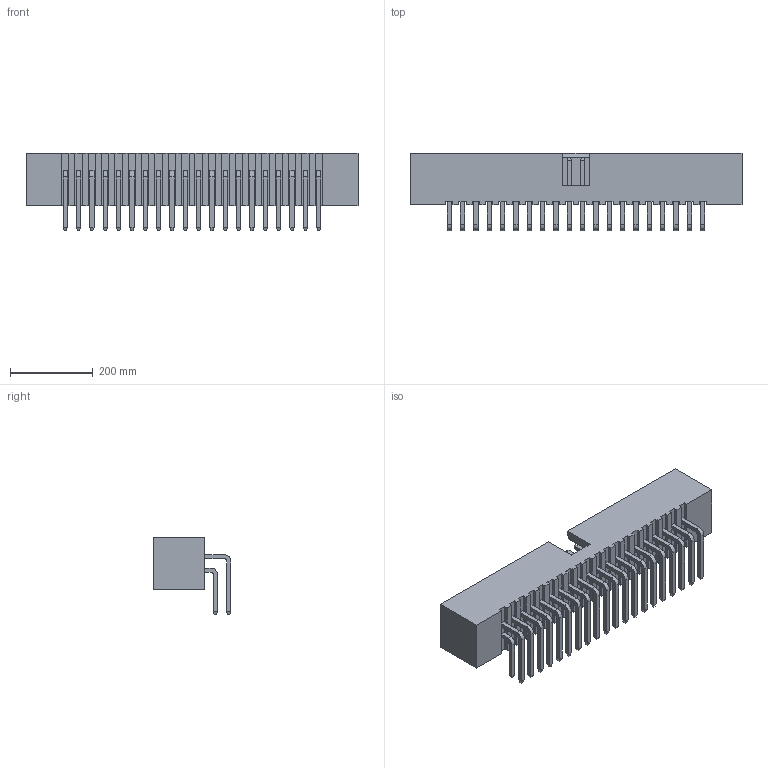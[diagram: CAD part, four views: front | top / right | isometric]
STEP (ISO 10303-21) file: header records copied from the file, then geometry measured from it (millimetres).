
FILE_DESCRIPTION( ('This file contains a STEP AP42 implementation' ,'as created by ZW3D STEP Interface translator.') ,'2;1' );
FILE_NAME( '3130-XXRXXBK00X1.stp' ,'231116.113010', (''), ('ZWCAD Software Co.'), 'Version 1.0', 'ZW3D to STEP translator', '' );
FILE_SCHEMA(('AUTOMOTIVE_DESIGN { 1 0 10303 214 1 1 1 1 }'));
Length unit declared in the file: millimetre
Products named in the file (2): 0; 3130-40RXXBK00X1
Bounding box: 802.64 x 187.2 x 187.96 mm (x, y, z)
Volume: 8092446.9 mm3; surface area: 960199.8 mm2
Topology: 1 solids, 1 shells, 979 faces, 2687 edges, 1790 vertices
Faces by surface type: plane 899, cylinder 80
Entity records: 40419 total; most frequent: CARTESIAN_POINT 18892, ORIENTED_EDGE 5374, EDGE_CURVE 2687, DIRECTION 2440, B_SPLINE_CURVE_WITH_KNOTS 2207, VERTEX_POINT 1790, EDGE_LOOP 1059, AXIS2_PLACEMENT_3D 980
